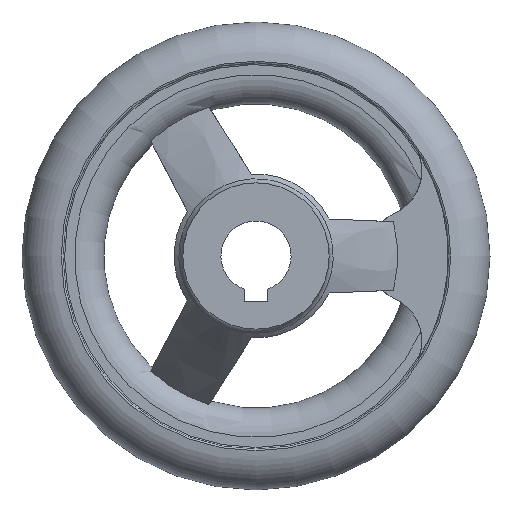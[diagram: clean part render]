
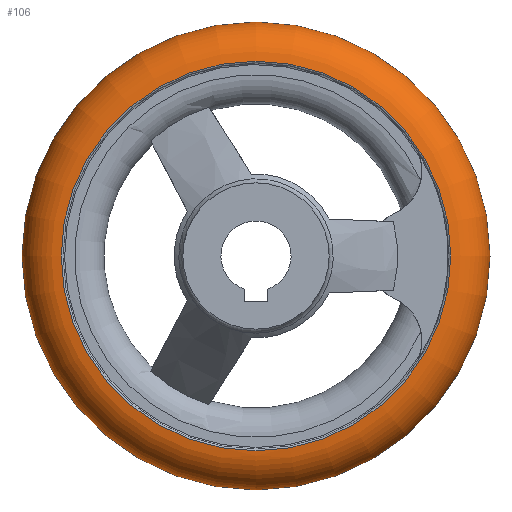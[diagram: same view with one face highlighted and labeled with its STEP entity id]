
A CAD part, front view. The second image highlights one B-rep face of the part: STEP entity #106.
In plain terms, the highlighted toroidal (fillet/blend) face has major radius 33 mm and minor radius 7 mm.
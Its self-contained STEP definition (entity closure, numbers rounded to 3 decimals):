
#106 = ADVANCED_FACE( '', ( #231, #232, #233 ), #234, .T. );
#231 = FACE_BOUND( '', #376, .T. );
#232 = FACE_OUTER_BOUND( '', #377, .T. );
#233 = FACE_OUTER_BOUND( '', #378, .T. );
#234 = TOROIDAL_SURFACE( '', #379, 33., 7. );
#376 = VERTEX_LOOP( '', #624 );
#377 = EDGE_LOOP( '', ( #625 ) );
#378 = EDGE_LOOP( '', ( #626 ) );
#379 = AXIS2_PLACEMENT_3D( '', #627, #628, #629 );
#624 = VERTEX_POINT( '', #900 );
#625 = ORIENTED_EDGE( '', *, *, #839, .T. );
#626 = ORIENTED_EDGE( '', *, *, #901, .F. );
#627 = CARTESIAN_POINT( '', ( 0., 22., 0. ) );
#628 = DIRECTION( '', ( 0., -1., 0. ) );
#629 = DIRECTION( '', ( 0., 0., -1. ) );
#839 = EDGE_CURVE( '', #1009, #1009, #1010, .T. );
#900 = CARTESIAN_POINT( '', ( 0., 22., -40. ) );
#901 = EDGE_CURVE( '', #1100, #1100, #1101, .T. );
#1009 = VERTEX_POINT( '', #1278 );
#1010 = CIRCLE( '', #1279, 33.292 );
#1100 = VERTEX_POINT( '', #1513 );
#1101 = CIRCLE( '', #1514, 33.292 );
#1278 = CARTESIAN_POINT( '', ( 0., 28.994, -33.292 ) );
#1279 = AXIS2_PLACEMENT_3D( '', #1724, #1725, #1726 );
#1513 = CARTESIAN_POINT( '', ( 0., 15.006, -33.292 ) );
#1514 = AXIS2_PLACEMENT_3D( '', #1798, #1799, #1800 );
#1724 = CARTESIAN_POINT( '', ( 0., 28.994, 0. ) );
#1725 = DIRECTION( '', ( 0., -1., 0. ) );
#1726 = DIRECTION( '', ( 0., 0., -1. ) );
#1798 = CARTESIAN_POINT( '', ( 0., 15.006, 0. ) );
#1799 = DIRECTION( '', ( 0., -1., 0. ) );
#1800 = DIRECTION( '', ( 0., 0., -1. ) );
